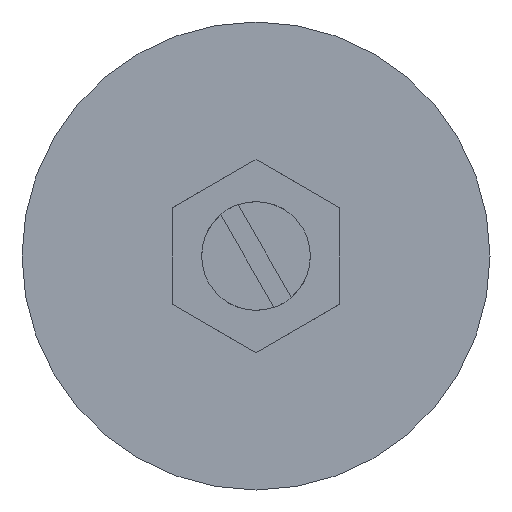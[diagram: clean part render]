
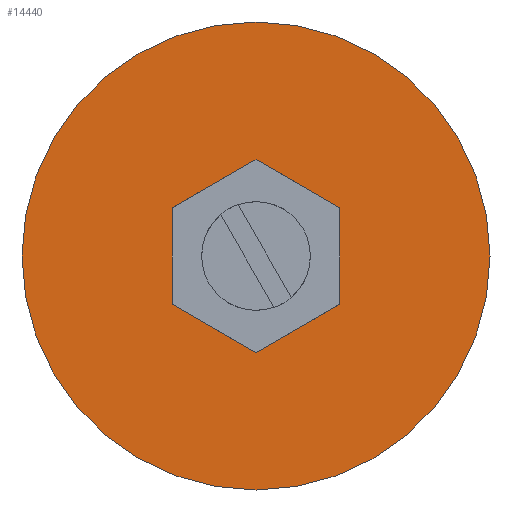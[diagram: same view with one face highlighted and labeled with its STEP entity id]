
A CAD part, left-side view. The second image highlights one B-rep face of the part: STEP entity #14440.
In plain terms, the highlighted planar face has unit normal (-1, 0, 0).
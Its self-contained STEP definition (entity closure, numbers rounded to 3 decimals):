
#14090=CARTESIAN_POINT('',(31.5,0.491,1.473));
#14100=DIRECTION('',(1.,0.,0.));
#14110=DIRECTION('',(0.,1.,0.));
#14120=AXIS2_PLACEMENT_3D('',#14090,#14100,#14110);
#14130=PLANE('',#14120);
#14140=CARTESIAN_POINT('',(31.5,0.,0.));
#14150=DIRECTION('',(1.,0.,0.));
#14160=DIRECTION('',(0.,1.,0.));
#14170=AXIS2_PLACEMENT_3D('',#14140,#14150,#14160);
#14180=CIRCLE('',#14170,14.);
#14190=CARTESIAN_POINT('',(31.5,14.,0.));
#14200=VERTEX_POINT('',#14190);
#14210=CARTESIAN_POINT('',(31.5,-14.,0.));
#14220=VERTEX_POINT('',#14210);
#14230=EDGE_CURVE('',#14200,#14220,#14180,.T.);
#14240=ORIENTED_EDGE('',*,*,#14230,.F.);
#14250=EDGE_CURVE('',#14220,#14200,#14180,.T.);
#14260=ORIENTED_EDGE('',*,*,#14250,.F.);
#14270=EDGE_LOOP('',(#14260,#14240));
#14280=FACE_OUTER_BOUND('',#14270,.T.);
#14290=CARTESIAN_POINT('',(31.5,0.,0.));
#14300=DIRECTION('',(1.,0.,0.));
#14310=DIRECTION('',(0.,1.,0.));
#14320=AXIS2_PLACEMENT_3D('',#14290,#14300,#14310);
#14330=CIRCLE('',#14320,3.25);
#14340=CARTESIAN_POINT('',(31.5,3.25,0.));
#14350=VERTEX_POINT('',#14340);
#14360=CARTESIAN_POINT('',(31.5,-3.25,0.));
#14370=VERTEX_POINT('',#14360);
#14380=EDGE_CURVE('',#14350,#14370,#14330,.T.);
#14390=ORIENTED_EDGE('',*,*,#14380,.T.);
#14400=EDGE_CURVE('',#14370,#14350,#14330,.T.);
#14410=ORIENTED_EDGE('',*,*,#14400,.T.);
#14420=EDGE_LOOP('',(#14410,#14390));
#14430=FACE_BOUND('',#14420,.T.);
#14440=ADVANCED_FACE('',(#14280,#14430),#14130,.F.);
